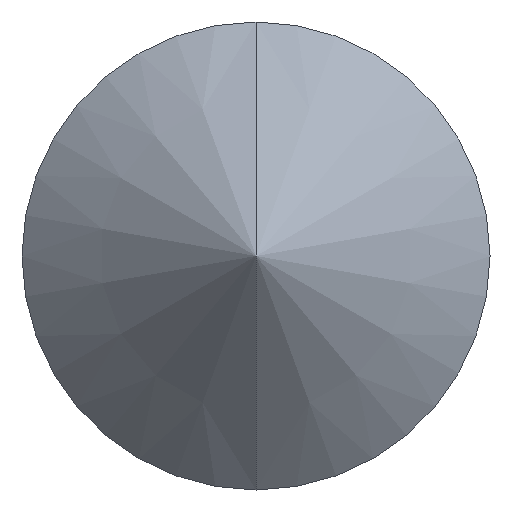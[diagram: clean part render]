
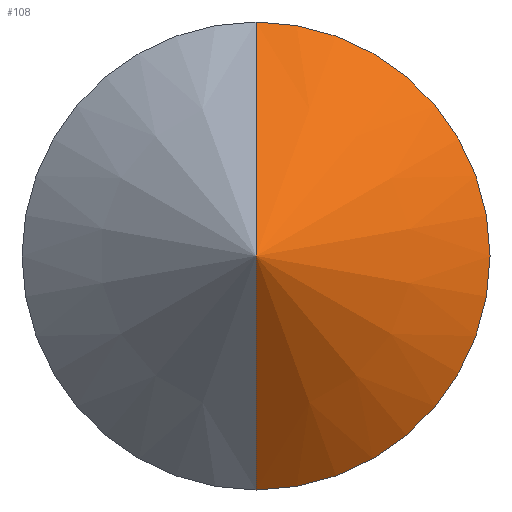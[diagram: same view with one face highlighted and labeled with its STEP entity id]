
A CAD part, front view. The second image highlights one B-rep face of the part: STEP entity #108.
In plain terms, the highlighted conical face has half-angle 50 degrees and reference radius 1191.75 mm.
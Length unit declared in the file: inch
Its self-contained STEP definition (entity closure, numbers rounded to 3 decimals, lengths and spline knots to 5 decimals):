
#8 = EDGE_CURVE ( 'NONE', #112, #329, #166, .T. ) ;
#17 = CARTESIAN_POINT ( 'NONE',  ( 0., 0., 0. ) ) ;
#28 = EDGE_CURVE ( 'NONE', #112, #323, #213, .T. ) ;
#31 = VECTOR ( 'NONE', #332, 39.37008 ) ;
#36 = CARTESIAN_POINT ( 'NONE',  ( 0., 0., 0. ) ) ;
#37 = CARTESIAN_POINT ( 'NONE',  ( 0., 0.05244, 0.0625 ) ) ;
#39 = ORIENTED_EDGE ( 'NONE', *, *, #152, .T. ) ;
#42 = DIRECTION ( 'NONE',  ( 0., 0.643, -0.766 ) ) ;
#62 = CIRCLE ( 'NONE', #178, 0.0625 ) ;
#67 = DIRECTION ( 'NONE',  ( 0., 0., 1. ) ) ;
#105 = CARTESIAN_POINT ( 'NONE',  ( 0., 39.37008, 0. ) ) ;
#108 = ADVANCED_FACE ( 'NONE', ( #349 ), #310, .T. ) ;
#112 = VERTEX_POINT ( 'NONE', #17 ) ;
#118 = EDGE_LOOP ( 'NONE', ( #282, #307, #39 ) ) ;
#122 = CARTESIAN_POINT ( 'NONE',  ( 0., 0.05244, -0.0625 ) ) ;
#152 = EDGE_CURVE ( 'NONE', #323, #329, #62, .T. ) ;
#166 = LINE ( 'NONE', #36, #31 ) ;
#174 = DIRECTION ( 'NONE',  ( 0., -1., 0. ) ) ;
#177 = VECTOR ( 'NONE', #42, 39.37008 ) ;
#178 = AXIS2_PLACEMENT_3D ( 'NONE', #228, #174, #333 ) ;
#213 = LINE ( 'NONE', #318, #177 ) ;
#228 = CARTESIAN_POINT ( 'NONE',  ( 0., 0.05244, 0. ) ) ;
#264 = DIRECTION ( 'NONE',  ( 0., 1., 0. ) ) ;
#282 = ORIENTED_EDGE ( 'NONE', *, *, #8, .F. ) ;
#307 = ORIENTED_EDGE ( 'NONE', *, *, #28, .T. ) ;
#310 = CONICAL_SURFACE ( 'NONE', #330, 46.91943, 0.873 ) ;
#318 = CARTESIAN_POINT ( 'NONE',  ( 0., 0., 0. ) ) ;
#323 = VERTEX_POINT ( 'NONE', #122 ) ;
#329 = VERTEX_POINT ( 'NONE', #37 ) ;
#330 = AXIS2_PLACEMENT_3D ( 'NONE', #105, #264, #67 ) ;
#332 = DIRECTION ( 'NONE',  ( 0., 0.643, 0.766 ) ) ;
#333 = DIRECTION ( 'NONE',  ( 0., 0., -1. ) ) ;
#349 = FACE_OUTER_BOUND ( 'NONE', #118, .T. ) ;
